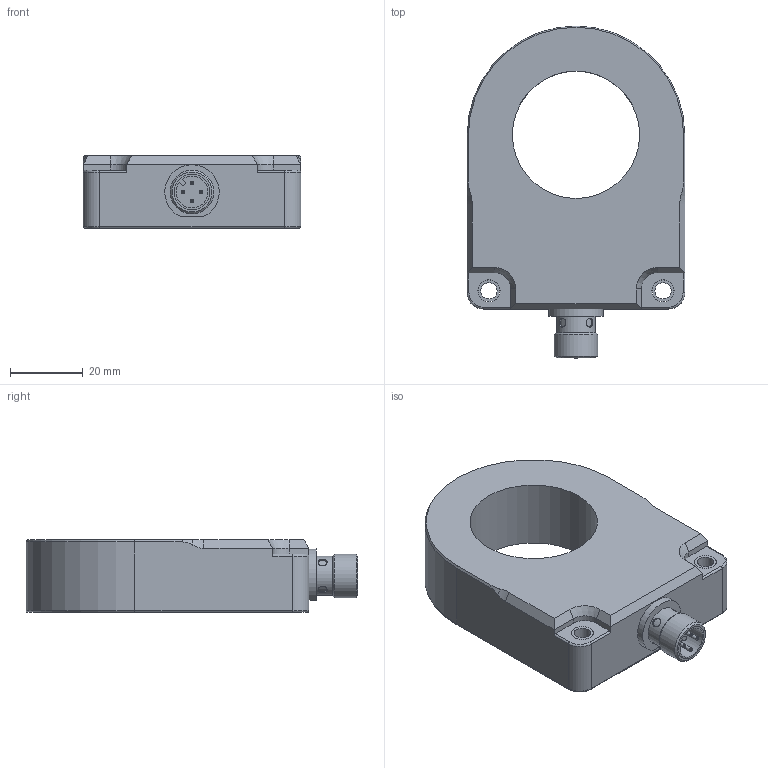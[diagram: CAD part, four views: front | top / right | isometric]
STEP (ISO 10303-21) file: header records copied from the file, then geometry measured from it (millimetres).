
FILE_DESCRIPTION(/* description */ (''),/* implementation_level */ '2;1');
FILE_NAME(/* name */ 'IRSD 35.stp',/* time_stamp */ '2021-12-01T13:42:17+01:00',/* author */ ('S. Sandt'),/* organization */ ('di-soric GmbH & Co. KG'),/* preprocessor_version */ 'ST-DEVELOPER v18.1',/* originating_system */ 'Autodesk Inventor 2021',/* authorisation */ '');
FILE_SCHEMA (('AUTOMOTIVE_DESIGN { 1 0 10303 214 3 1 1 }'));
Length unit declared in the file: millimetre
Products named in the file (1): IRSD35 DB Modell
Bounding box: 60 x 91.5 x 20 mm (x, y, z)
Volume: 64451.8 mm3; surface area: 17724.4 mm2
Topology: 5 solids, 5 shells, 115 faces, 259 edges, 167 vertices
Faces by surface type: plane 51, cylinder 48, torus 7, cone 5, bspline 4
Full cylindrical faces by diameter (mm): 1 x4, 2.5 x4, 4.5 x2, 6 x2, 6.1 x2, 6.7 x1, 9.78 x1, 9.8 x3, 10.8 x1, 11.4 x1, 12 x1, 12.5 x1, 35.1 x1
Entity records: 3841 total; most frequent: CARTESIAN_POINT 954, DIRECTION 576, ORIENTED_EDGE 518, EDGE_CURVE 259, AXIS2_PLACEMENT_3D 225, VERTEX_POINT 167, EDGE_LOOP 148, LINE 126
